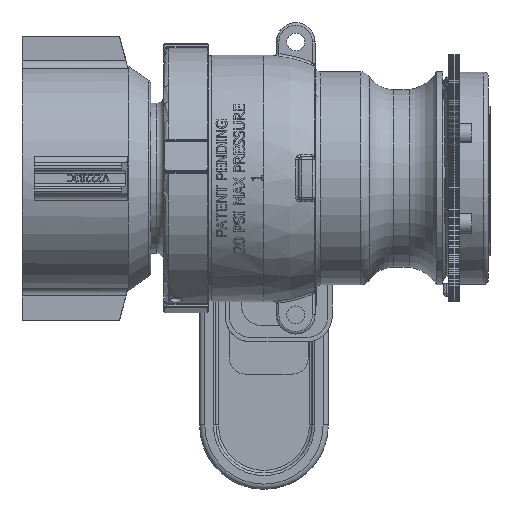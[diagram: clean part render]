
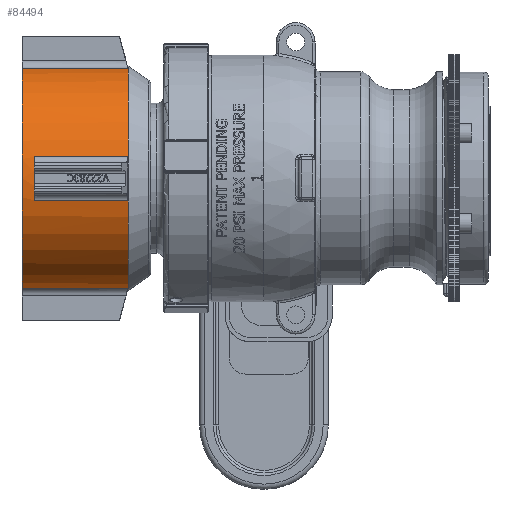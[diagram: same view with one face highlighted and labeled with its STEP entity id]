
A CAD part, front view. The second image highlights one B-rep face of the part: STEP entity #84494.
In plain terms, the highlighted cylindrical face has radius 33.211 mm (diameter 66.421 mm), a partial arc.
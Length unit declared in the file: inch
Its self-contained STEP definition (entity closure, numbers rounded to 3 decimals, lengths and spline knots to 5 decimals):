
#2801=CYLINDRICAL_SURFACE('',#89976,1.3075);
#6193=FACE_BOUND('',#12073,.T.);
#7341=FACE_OUTER_BOUND('',#12072,.T.);
#12072=EDGE_LOOP('',(#62468,#62469,#62470,#62471,#62472,#62473,#62474,#62475));
#12073=EDGE_LOOP('',(#62476,#62477,#62478,#62479));
#16806=CIRCLE('',#89977,1.3075);
#16807=CIRCLE('',#89978,1.3075);
#16808=CIRCLE('',#89979,1.3075);
#16809=CIRCLE('',#89980,1.3075);
#16810=CIRCLE('',#89981,1.3075);
#16811=CIRCLE('',#89982,1.3075);
#21942=LINE('',#129162,#29777);
#21979=LINE('',#129926,#29814);
#21982=LINE('',#130015,#29817);
#21984=LINE('',#130025,#29819);
#21985=LINE('',#130031,#29820);
#21986=LINE('',#130034,#29821);
#29777=VECTOR('',#98460,0.3937);
#29814=VECTOR('',#98629,0.3937);
#29817=VECTOR('',#98730,0.3937);
#29819=VECTOR('',#98742,0.3937);
#29820=VECTOR('',#98747,0.3937);
#29821=VECTOR('',#98750,0.3937);
#38108=VERTEX_POINT('',#129159);
#38109=VERTEX_POINT('',#129161);
#38179=VERTEX_POINT('',#129554);
#38226=VERTEX_POINT('',#129924);
#38252=VERTEX_POINT('',#130003);
#38253=VERTEX_POINT('',#130014);
#38255=VERTEX_POINT('',#130022);
#38256=VERTEX_POINT('',#130024);
#38257=VERTEX_POINT('',#130027);
#38258=VERTEX_POINT('',#130028);
#38259=VERTEX_POINT('',#130030);
#38260=VERTEX_POINT('',#130032);
#47343=EDGE_CURVE('',#38108,#38109,#21942,.T.);
#47473=EDGE_CURVE('',#38226,#38179,#21979,.T.);
#47509=EDGE_CURVE('',#38252,#38253,#21982,.T.);
#47512=EDGE_CURVE('',#38252,#38179,#16806,.T.);
#47513=EDGE_CURVE('',#38226,#38109,#16807,.T.);
#47514=EDGE_CURVE('',#38108,#38255,#16808,.T.);
#47515=EDGE_CURVE('',#38256,#38255,#21984,.T.);
#47516=EDGE_CURVE('',#38256,#38253,#16809,.T.);
#47517=EDGE_CURVE('',#38257,#38258,#16810,.T.);
#47518=EDGE_CURVE('',#38259,#38258,#21985,.T.);
#47519=EDGE_CURVE('',#38259,#38260,#16811,.T.);
#47520=EDGE_CURVE('',#38257,#38260,#21986,.T.);
#62468=ORIENTED_EDGE('',*,*,#47509,.F.);
#62469=ORIENTED_EDGE('',*,*,#47512,.T.);
#62470=ORIENTED_EDGE('',*,*,#47473,.F.);
#62471=ORIENTED_EDGE('',*,*,#47513,.T.);
#62472=ORIENTED_EDGE('',*,*,#47343,.F.);
#62473=ORIENTED_EDGE('',*,*,#47514,.T.);
#62474=ORIENTED_EDGE('',*,*,#47515,.F.);
#62475=ORIENTED_EDGE('',*,*,#47516,.T.);
#62476=ORIENTED_EDGE('',*,*,#47517,.T.);
#62477=ORIENTED_EDGE('',*,*,#47518,.F.);
#62478=ORIENTED_EDGE('',*,*,#47519,.T.);
#62479=ORIENTED_EDGE('',*,*,#47520,.F.);
#84494=ADVANCED_FACE('',(#7341,#6193),#2801,.T.);
#89976=AXIS2_PLACEMENT_3D('',#130019,#98734,#98735);
#89977=AXIS2_PLACEMENT_3D('',#130020,#98736,#98737);
#89978=AXIS2_PLACEMENT_3D('',#130021,#98738,#98739);
#89979=AXIS2_PLACEMENT_3D('',#130023,#98740,#98741);
#89980=AXIS2_PLACEMENT_3D('',#130026,#98743,#98744);
#89981=AXIS2_PLACEMENT_3D('',#130029,#98745,#98746);
#89982=AXIS2_PLACEMENT_3D('',#130033,#98748,#98749);
#98460=DIRECTION('',(0.,0.,-1.));
#98629=DIRECTION('',(0.,0.,1.));
#98730=DIRECTION('',(0.,0.,1.));
#98734=DIRECTION('center_axis',(0.,0.,-1.));
#98735=DIRECTION('ref_axis',(1.,0.,0.));
#98736=DIRECTION('center_axis',(0.,0.,-1.));
#98737=DIRECTION('ref_axis',(0.,-1.,0.));
#98738=DIRECTION('center_axis',(0.,0.,1.));
#98739=DIRECTION('ref_axis',(-1.,0.,0.));
#98740=DIRECTION('center_axis',(0.,0.,-1.));
#98741=DIRECTION('ref_axis',(-1.,0.,0.));
#98742=DIRECTION('',(0.,0.,-1.));
#98743=DIRECTION('center_axis',(0.,0.,-1.));
#98744=DIRECTION('ref_axis',(-1.,0.,0.));
#98745=DIRECTION('center_axis',(0.,0.,1.));
#98746=DIRECTION('ref_axis',(-1.,0.,0.));
#98747=DIRECTION('',(0.,0.,1.));
#98748=DIRECTION('center_axis',(0.,0.,-1.));
#98749=DIRECTION('ref_axis',(-1.,0.,0.));
#98750=DIRECTION('',(0.,0.,-1.));
#129159=CARTESIAN_POINT('',(0.,1.3075,-1.23));
#129161=CARTESIAN_POINT('',(0.,1.3075,-1.24));
#129162=CARTESIAN_POINT('',(0.,1.3075,0.));
#129554=CARTESIAN_POINT('',(0.,-1.3075,-1.23));
#129924=CARTESIAN_POINT('',(0.,-1.3075,-1.24));
#129926=CARTESIAN_POINT('',(0.,-1.3075,0.));
#130003=CARTESIAN_POINT('',(0.25261,-1.28287,-1.23));
#130014=CARTESIAN_POINT('',(0.25261,-1.28287,0.));
#130015=CARTESIAN_POINT('',(0.25261,-1.28287,0.));
#130019=CARTESIAN_POINT('Origin',(0.,0.,0.));
#130020=CARTESIAN_POINT('Origin',(0.,0.,-1.23));
#130021=CARTESIAN_POINT('Origin',(0.,0.,-1.24));
#130022=CARTESIAN_POINT('',(0.25261,1.28287,-1.23));
#130023=CARTESIAN_POINT('Origin',(0.,0.,-1.23));
#130024=CARTESIAN_POINT('',(0.25261,1.28287,0.));
#130025=CARTESIAN_POINT('',(0.25261,1.28287,0.));
#130026=CARTESIAN_POINT('Origin',(0.,0.,0.));
#130027=CARTESIAN_POINT('',(1.28287,-0.25261,-0.14));
#130028=CARTESIAN_POINT('',(1.28287,0.25261,-0.14));
#130029=CARTESIAN_POINT('Origin',(0.,0.,-0.14));
#130030=CARTESIAN_POINT('',(1.28287,0.25261,-1.23));
#130031=CARTESIAN_POINT('',(1.28287,0.25261,0.));
#130032=CARTESIAN_POINT('',(1.28287,-0.25261,-1.23));
#130033=CARTESIAN_POINT('Origin',(0.,0.,-1.23));
#130034=CARTESIAN_POINT('',(1.28287,-0.25261,0.));
